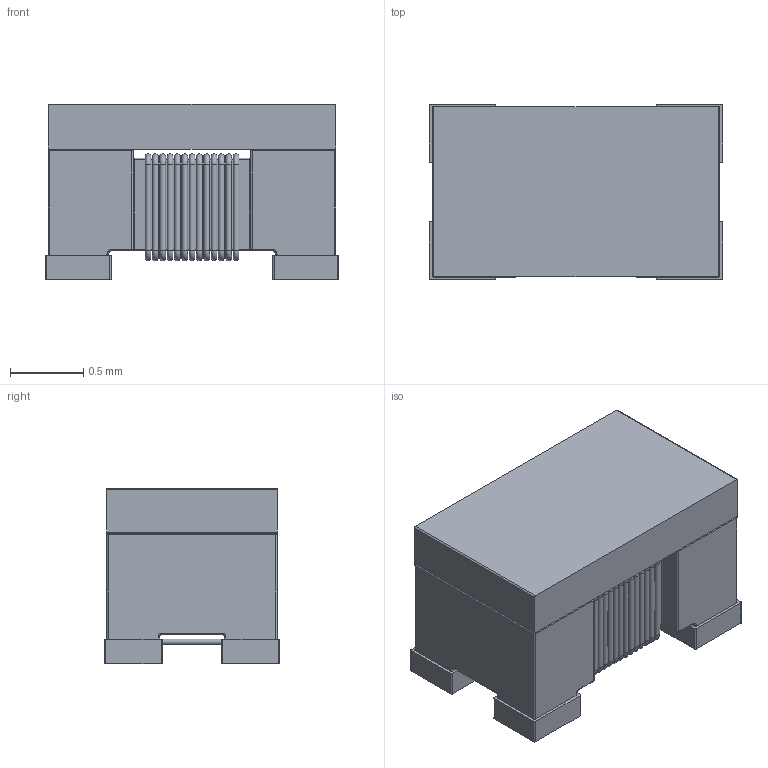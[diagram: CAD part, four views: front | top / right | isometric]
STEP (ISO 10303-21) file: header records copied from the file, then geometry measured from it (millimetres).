
FILE_DESCRIPTION(('FreeCAD Model'),'2;1');
FILE_NAME('DLW21S_H.step','2016-04-06T21:40:25',('FreeCAD'),('FreeCAD'), 'Open CASCADE STEP processor 6.8','FreeCAD','Unknown');
FILE_SCHEMA(('AUTOMOTIVE_DESIGN_CC2 { 1 2 10303 214 -1 1 5 4 }'));
Products named in the file (1): Open CASCADE STEP translator 6.8 2
Bounding box: 2 x 1.2 x 1.2 mm (x, y, z)
Volume: 2.3 mm3; surface area: 18.6 mm2
Topology: 1 solids, 1 shells, 293 faces, 751 edges, 428 vertices
Faces by surface type: cylinder 150, torus 68, plane 63, sphere 12
Full cylindrical faces by diameter (mm): 0.04 x52
Entity records: 40256 total; most frequent: CARTESIAN_POINT 26967, DIRECTION 2064, ORIENTED_EDGE 1486, PCURVE 1486, DEFINITIONAL_REPRESENTATION 1486, B_SPLINE_CURVE_WITH_KNOTS 1037, LINE 808, VECTOR 808
